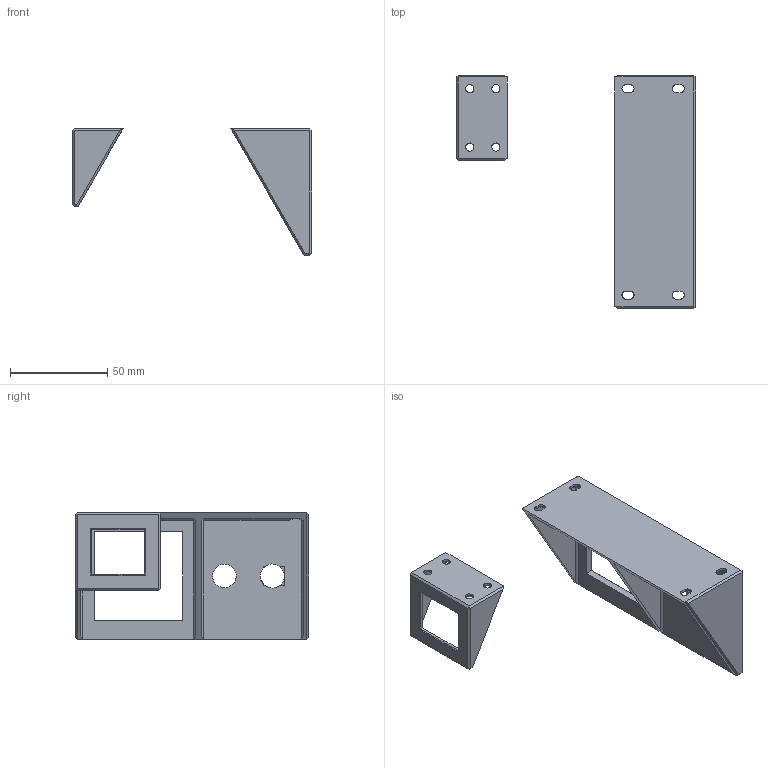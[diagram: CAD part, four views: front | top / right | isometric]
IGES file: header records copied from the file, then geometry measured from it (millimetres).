
Global section: file name: PID Panel Mount_v14; native system: unknown; preprocessor: unknown; author: unknown; organization: unknown; date: 20200923.175747; units: millimetre
Bounding box: 123 x 120 x 65 mm (x, y, z)
Volume: 52576.9 mm3; surface area: 34901.3 mm2
Topology: 2 solids, 2 shells, 236 faces, 612 edges, 382 vertices
Faces by surface type: bspline 236
